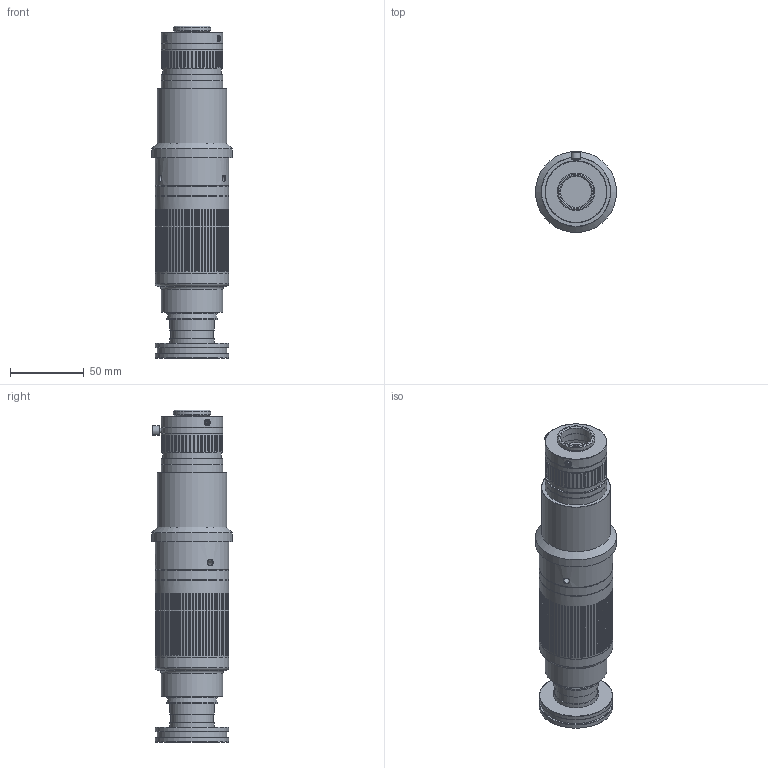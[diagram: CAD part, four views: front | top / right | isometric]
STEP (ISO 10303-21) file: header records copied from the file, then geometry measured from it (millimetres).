
FILE_DESCRIPTION(('STEP AP214'),'1');
FILE_NAME('sds-kfz.stp','2023-06-20T02:17:40',(' '),(' '),'Spatial InterOp 3D',' ',' ');
FILE_SCHEMA(('AUTOMOTIVE_DESIGN { 1 0 10303 214 1 1 1 1 }'));
Length unit declared in the file: metre
Products named in the file (3): sds-kfz; Component1; Component2
Assembly tree (2 placements, depth 2):
  sds-kfz
    Component1
    Component2
Bounding box: 55 x 55 x 225.5 mm (x, y, z)
Volume: 335345.2 mm3; surface area: 50356.8 mm2
Topology: 3 solids, 3 shells, 1250 faces, 2753 edges, 1665 vertices
Faces by surface type: cylinder 521, sphere 477, plane 199, cone 45, bspline 6, torus 2
Full cylindrical faces by diameter (mm): 3 x1, 4 x6, 6.3 x1, 21 x2, 22 x1, 23 x1, 24 x1, 24.2 x1, 25 x3, 25.4 x1, 26 x2, 27 x1, 28 x2, 29 x1, 30 x3, 34 x2, 39.8 x1, 42 x6, 47 x2, 49.8 x2, 50 x4, 55 x1
Entity records: 62647 total; most frequent: CARTESIAN_POINT 13267, DIRECTION 5426, ORIENTED_EDGE 5246, STYLED_ITEM 3876, PRESENTATION_STYLE_ASSIGNMENT 3876, COLOUR_RGB 3876, EDGE_CURVE 2623, CURVE_STYLE 2623
